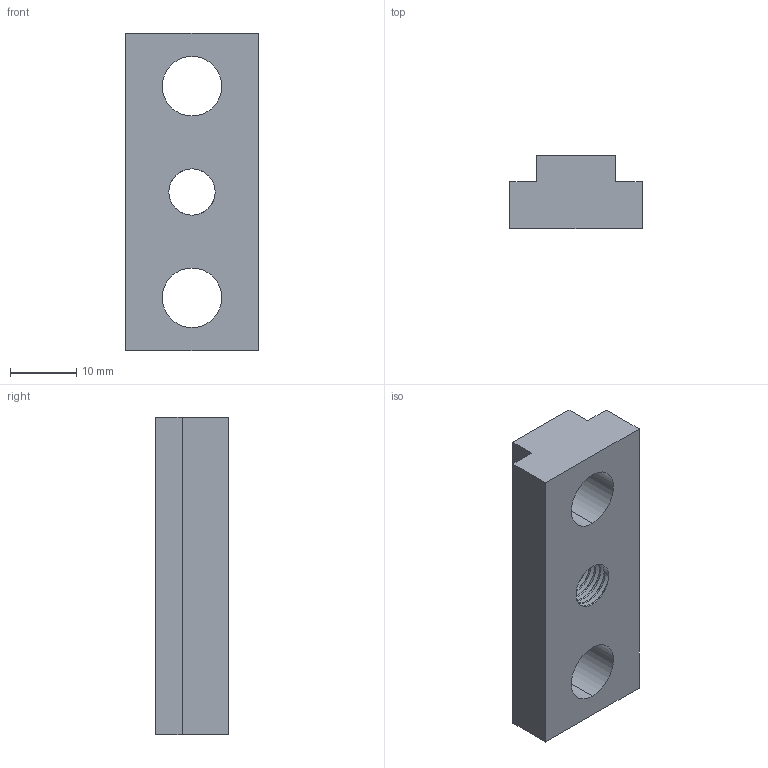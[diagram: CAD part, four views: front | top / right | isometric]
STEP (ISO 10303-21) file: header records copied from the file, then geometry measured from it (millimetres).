
FILE_DESCRIPTION (( 'STEP AP214' ), '1' );
FILE_NAME ('piece exterieur en T.STEP', '2021-04-30T19:34:03', ( '' ), ( '' ), 'SwSTEP 2.0', 'SolidWorks 2020', '' );
FILE_SCHEMA (( 'AUTOMOTIVE_DESIGN' ));
Length unit declared in the file: millimetre
Products named in the file (1): piece exterieur en T
Bounding box: 20 x 11 x 48 mm (x, y, z)
Volume: 7142.6 mm3; surface area: 4052.6 mm2
Topology: 1 solids, 1 shells, 41 faces, 115 edges, 76 vertices
Faces by surface type: cylinder 27, plane 11, bspline 3
Entity records: 2987 total; most frequent: CARTESIAN_POINT 2025, ORIENTED_EDGE 230, DIRECTION 156, EDGE_CURVE 115, VERTEX_POINT 76, LINE 54, VECTOR 54, AXIS2_PLACEMENT_3D 51
